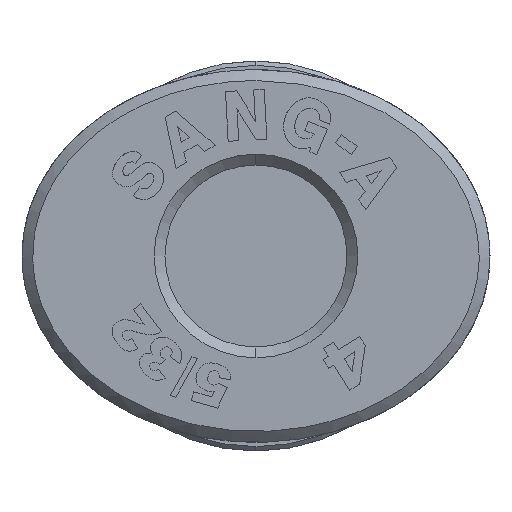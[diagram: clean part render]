
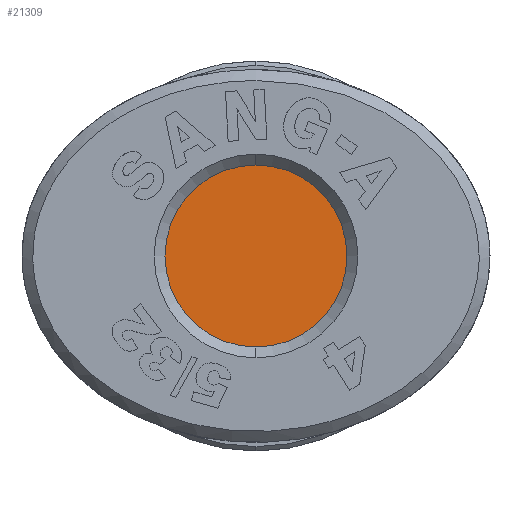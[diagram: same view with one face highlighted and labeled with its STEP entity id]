
A CAD part, left-side view. The second image highlights one B-rep face of the part: STEP entity #21309.
In plain terms, the highlighted planar face has unit normal (-1, 0, 0).
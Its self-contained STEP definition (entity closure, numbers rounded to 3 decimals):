
#435=CARTESIAN_POINT('',(2.5,0.,2.1));
#436=VERTEX_POINT('',#435);
#445=CARTESIAN_POINT('',(2.5,0.,-2.1));
#446=VERTEX_POINT('',#445);
#447=CARTESIAN_POINT('',(2.5,0.,0.0));
#448=DIRECTION('',(1.0,0.0,0.0));
#449=DIRECTION('',(0.0,0.0,1.0));
#450=AXIS2_PLACEMENT_3D('',#447,#448,#449);
#451=CIRCLE('',#450,2.1);
#452=EDGE_CURVE('',#436,#446,#451,.T.);
#21290=CARTESIAN_POINT('',(2.5,0.,0.0));
#21291=DIRECTION('',(1.0,0.0,0.0));
#21292=DIRECTION('',(0.0,0.0,1.0));
#21293=AXIS2_PLACEMENT_3D('',#21290,#21291,#21292);
#21294=CIRCLE('',#21293,2.1);
#21295=EDGE_CURVE('',#446,#436,#21294,.T.);
#21300=CARTESIAN_POINT('',(2.5,0.,0.0));
#21301=DIRECTION('',(1.0,0.0,0.0));
#21302=DIRECTION('',(0.0,0.0,1.0));
#21303=AXIS2_PLACEMENT_3D('',#21300,#21301,#21302);
#21304=PLANE('',#21303);
#21305=ORIENTED_EDGE('',*,*,#452,.F.);
#21306=ORIENTED_EDGE('',*,*,#21295,.F.);
#21307=EDGE_LOOP('',(#21305,#21306));
#21308=FACE_OUTER_BOUND('',#21307,.T.);
#21309=ADVANCED_FACE('',(#21308),#21304,.F.);
